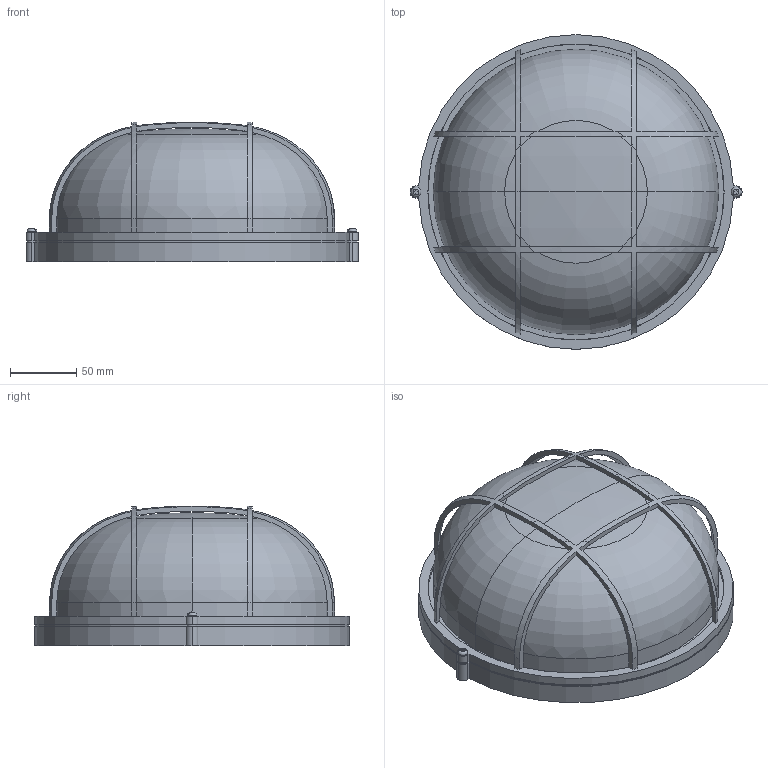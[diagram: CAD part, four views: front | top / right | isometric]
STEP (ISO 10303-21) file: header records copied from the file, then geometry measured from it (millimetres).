
FILE_DESCRIPTION (( 'STEP AP214' ), '1' );
FILE_NAME ('LNPP0-1102-1-100-K02 Ñâåòèëüíèê ÍÏÏ1102 ÷åðíûé_êðóã ñ ðåø.100Âò IP54 ÈÝÊ.STEP', '2017-06-23T07:43:50', ( '' ), ( '' ), 'SwSTEP 2.0', 'SolidWorks 2014', '' );
FILE_SCHEMA (( 'AUTOMOTIVE_DESIGN' ));
Length unit declared in the file: millimetre
Products named in the file (1): LNPP0-1102-1-100-K02 Ñâåòèëüíèê ÍÏÏ1102 ÷åðíûé_êðóã ñ ðåø.100Âò IP54  ÈÝÊ
Bounding box: 250 x 237 x 105.4 mm (x, y, z)
Volume: 2983066.9 mm3; surface area: 163960.8 mm2
Topology: 1 solids, 1 shells, 161 faces, 473 edges, 311 vertices
Faces by surface type: plane 82, cylinder 45, torus 20, sphere 14
Entity records: 6737 total; most frequent: CARTESIAN_POINT 2398, ORIENTED_EDGE 946, DIRECTION 885, EDGE_CURVE 473, AXIS2_PLACEMENT_3D 342, VERTEX_POINT 311, LINE 201, VECTOR 201
